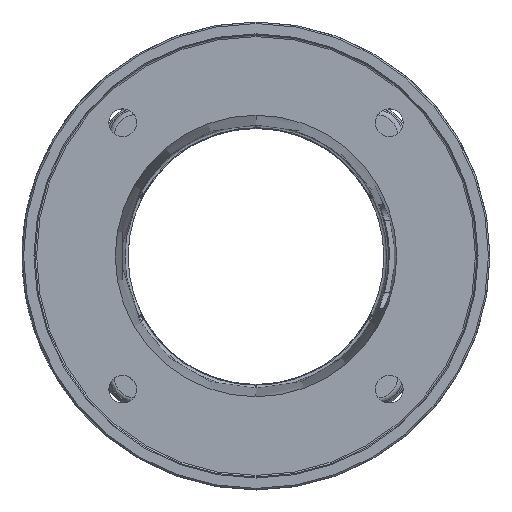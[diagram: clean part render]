
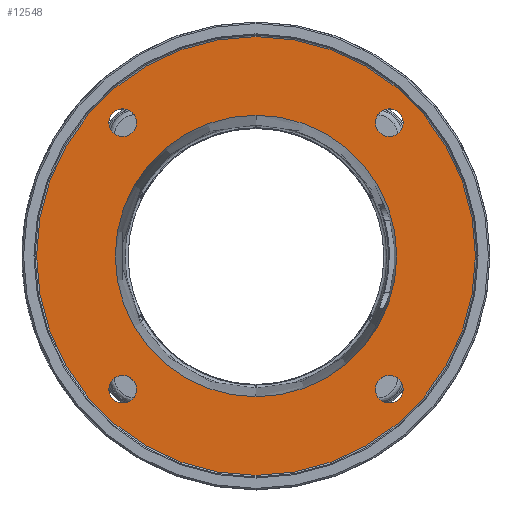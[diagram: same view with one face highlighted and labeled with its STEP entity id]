
A CAD part, top view. The second image highlights one B-rep face of the part: STEP entity #12548.
In plain terms, the highlighted planar face has unit normal (0, 0, 1).
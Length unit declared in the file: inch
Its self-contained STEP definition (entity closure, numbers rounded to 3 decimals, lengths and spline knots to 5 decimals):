
#556=CARTESIAN_POINT('',(0.,0.,-0.2075));
#557=DIRECTION('',(0.,0.,1.));
#558=DIRECTION('',(0.,1.,0.));
#559=AXIS2_PLACEMENT_3D('',#556,#557,#558);
#703=CARTESIAN_POINT('',(0.,0.,-0.2075));
#704=DIRECTION('',(0.,0.,-1.));
#705=DIRECTION('',(0.,1.,0.));
#706=AXIS2_PLACEMENT_3D('',#703,#704,#705);
#708=CARTESIAN_POINT('',(0.,0.,-0.2075));
#709=DIRECTION('',(0.,0.,1.));
#710=DIRECTION('',(0.,1.,0.));
#711=AXIS2_PLACEMENT_3D('',#708,#709,#710);
#849=CARTESIAN_POINT('',(0.,0.,-0.2075));
#850=DIRECTION('',(0.,0.,1.));
#851=DIRECTION('',(0.,-1.,0.));
#852=AXIS2_PLACEMENT_3D('',#849,#850,#851);
#4567=CARTESIAN_POINT('',(-2.56326,2.56326,-0.2075));
#4568=DIRECTION('',(0.,0.,-1.));
#4569=DIRECTION('',(-0.707,0.707,0.));
#4570=AXIS2_PLACEMENT_3D('',#4567,#4568,#4569);
#4577=CARTESIAN_POINT('',(-2.56326,2.56326,-0.2075));
#4578=DIRECTION('',(0.,0.,-1.));
#4579=DIRECTION('',(0.707,-0.707,0.));
#4580=AXIS2_PLACEMENT_3D('',#4577,#4578,#4579);
#4603=CARTESIAN_POINT('',(-2.56326,-2.56326,-0.2075));
#4604=DIRECTION('',(0.,0.,-1.));
#4605=DIRECTION('',(-0.707,-0.707,0.));
#4606=AXIS2_PLACEMENT_3D('',#4603,#4604,#4605);
#4613=CARTESIAN_POINT('',(-2.56326,-2.56326,-0.2075));
#4614=DIRECTION('',(0.,0.,-1.));
#4615=DIRECTION('',(0.707,0.707,0.));
#4616=AXIS2_PLACEMENT_3D('',#4613,#4614,#4615);
#4639=CARTESIAN_POINT('',(2.56326,-2.56326,-0.2075));
#4640=DIRECTION('',(0.,0.,-1.));
#4641=DIRECTION('',(0.707,-0.707,0.));
#4642=AXIS2_PLACEMENT_3D('',#4639,#4640,#4641);
#4649=CARTESIAN_POINT('',(2.56326,-2.56326,-0.2075));
#4650=DIRECTION('',(0.,0.,-1.));
#4651=DIRECTION('',(-0.707,0.707,0.));
#4652=AXIS2_PLACEMENT_3D('',#4649,#4650,#4651);
#4675=CARTESIAN_POINT('',(2.56326,2.56326,-0.2075));
#4676=DIRECTION('',(0.,0.,-1.));
#4677=DIRECTION('',(0.707,0.707,0.));
#4678=AXIS2_PLACEMENT_3D('',#4675,#4676,#4677);
#4685=CARTESIAN_POINT('',(2.56326,2.56326,-0.2075));
#4686=DIRECTION('',(0.,0.,-1.));
#4687=DIRECTION('',(-0.707,-0.707,0.));
#4688=AXIS2_PLACEMENT_3D('',#4685,#4686,#4687);
#11306=CARTESIAN_POINT('',(0.,4.22,-0.2075));
#11308=VERTEX_POINT('',#11306);
#11312=CARTESIAN_POINT('',(0.,-4.22,-0.2075));
#11314=VERTEX_POINT('',#11312);
#11318=CARTESIAN_POINT('',(0.,2.70736,-0.2075));
#11319=CARTESIAN_POINT('',(0.,-2.70736,-0.2075));
#11320=VERTEX_POINT('',#11318);
#11321=VERTEX_POINT('',#11319);
#11326=CARTESIAN_POINT('',(-2.75065,2.75065,-0.2075));
#11327=CARTESIAN_POINT('',(-2.37588,2.37588,-0.2075));
#11328=VERTEX_POINT('',#11326);
#11329=VERTEX_POINT('',#11327);
#11330=CARTESIAN_POINT('',(-2.75065,-2.75065,-0.2075));
#11331=CARTESIAN_POINT('',(-2.37588,-2.37588,-0.2075));
#11332=VERTEX_POINT('',#11330);
#11333=VERTEX_POINT('',#11331);
#11334=CARTESIAN_POINT('',(2.75065,-2.75065,-0.2075));
#11335=CARTESIAN_POINT('',(2.37588,-2.37588,-0.2075));
#11336=VERTEX_POINT('',#11334);
#11337=VERTEX_POINT('',#11335);
#11338=CARTESIAN_POINT('',(2.75065,2.75065,-0.2075));
#11339=CARTESIAN_POINT('',(2.37588,2.37588,-0.2075));
#11340=VERTEX_POINT('',#11338);
#11341=VERTEX_POINT('',#11339);
#12508=CARTESIAN_POINT('',(0.,0.,-0.2075));
#12509=DIRECTION('',(0.,0.,1.));
#12510=DIRECTION('',(0.,1.,0.));
#12511=AXIS2_PLACEMENT_3D('',#12508,#12509,#12510);
#12512=PLANE('',#12511);
#12514=ORIENTED_EDGE('',*,*,#12513,.T.);
#12516=ORIENTED_EDGE('',*,*,#12515,.F.);
#12517=EDGE_LOOP('',(#12514,#12516));
#12518=FACE_OUTER_BOUND('',#12517,.F.);
#12519=ORIENTED_EDGE('',*,*,#12248,.T.);
#12521=ORIENTED_EDGE('',*,*,#12520,.T.);
#12522=EDGE_LOOP('',(#12519,#12521));
#12523=FACE_BOUND('',#12522,.F.);
#12525=ORIENTED_EDGE('',*,*,#12524,.F.);
#12527=ORIENTED_EDGE('',*,*,#12526,.F.);
#12528=EDGE_LOOP('',(#12525,#12527));
#12529=FACE_BOUND('',#12528,.F.);
#12531=ORIENTED_EDGE('',*,*,#12530,.F.);
#12533=ORIENTED_EDGE('',*,*,#12532,.F.);
#12534=EDGE_LOOP('',(#12531,#12533));
#12535=FACE_BOUND('',#12534,.F.);
#12537=ORIENTED_EDGE('',*,*,#12536,.F.);
#12539=ORIENTED_EDGE('',*,*,#12538,.F.);
#12540=EDGE_LOOP('',(#12537,#12539));
#12541=FACE_BOUND('',#12540,.F.);
#12543=ORIENTED_EDGE('',*,*,#12542,.F.);
#12545=ORIENTED_EDGE('',*,*,#12544,.F.);
#12546=EDGE_LOOP('',(#12543,#12545));
#12547=FACE_BOUND('',#12546,.F.);
#12548=ADVANCED_FACE('',(#12518,#12523,#12529,#12535,#12541,#12547),#12512,.T.);
#560=CIRCLE('',#559,2.70736);
#707=CIRCLE('',#706,4.22);
#712=CIRCLE('',#711,4.22);
#853=CIRCLE('',#852,2.70736);
#4571=CIRCLE('',#4570,0.265);
#4581=CIRCLE('',#4580,0.265);
#4607=CIRCLE('',#4606,0.265);
#4617=CIRCLE('',#4616,0.265);
#4643=CIRCLE('',#4642,0.265);
#4653=CIRCLE('',#4652,0.265);
#4679=CIRCLE('',#4678,0.265);
#4689=CIRCLE('',#4688,0.265);
#12248=EDGE_CURVE('',#11320,#11321,#560,.T.);
#12513=EDGE_CURVE('',#11308,#11314,#707,.T.);
#12515=EDGE_CURVE('',#11308,#11314,#712,.T.);
#12520=EDGE_CURVE('',#11321,#11320,#853,.T.);
#12524=EDGE_CURVE('',#11328,#11329,#4571,.T.);
#12526=EDGE_CURVE('',#11329,#11328,#4581,.T.);
#12530=EDGE_CURVE('',#11332,#11333,#4607,.T.);
#12532=EDGE_CURVE('',#11333,#11332,#4617,.T.);
#12536=EDGE_CURVE('',#11336,#11337,#4643,.T.);
#12538=EDGE_CURVE('',#11337,#11336,#4653,.T.);
#12542=EDGE_CURVE('',#11340,#11341,#4679,.T.);
#12544=EDGE_CURVE('',#11341,#11340,#4689,.T.);
